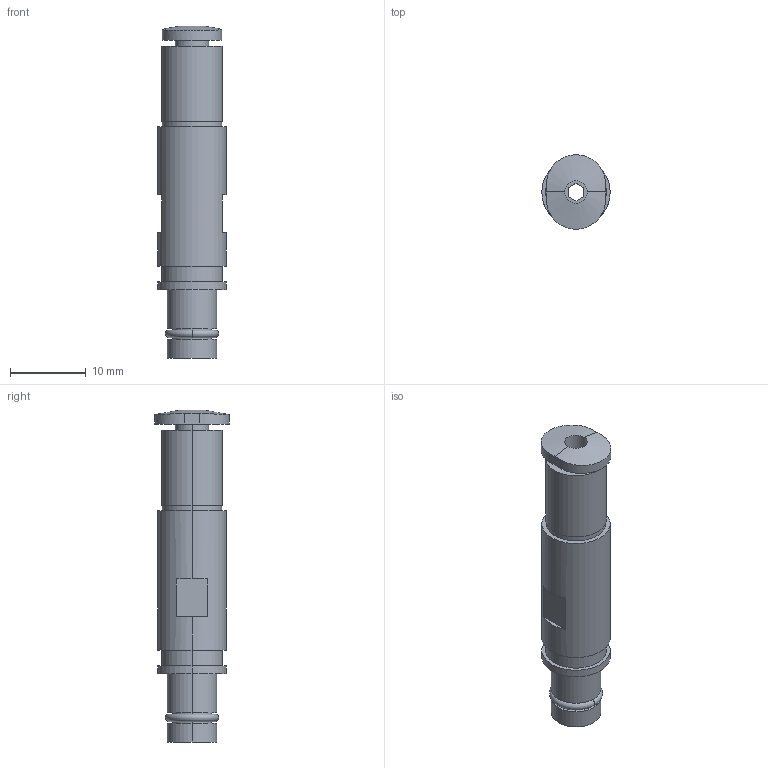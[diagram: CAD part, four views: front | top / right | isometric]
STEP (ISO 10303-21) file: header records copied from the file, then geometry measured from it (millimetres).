
FILE_DESCRIPTION(/* description */ (''),/* implementation_level */ '2;1');
FILE_NAME(/* name */ '3D_1011000010005_MPCM-OD3.0_V1.0_stp.stp',/* time_stamp */ '2023-12-06T17:23:45+08:00',/* author */ (''),/* organization */ (''),/* preprocessor_version */ 'ST-DEVELOPER v18.1',/* originating_system */ 'SIEMENS PLM Software NX 1980',/* authorisation */ '');
FILE_SCHEMA (('AUTOMOTIVE_DESIGN { 1 0 10303 214 3 1 1 }'));
Length unit declared in the file: millimetre
Products named in the file (1): 3D_1011000010005_MPCM-OD3.0_V1.0_stp
Bounding box: 9 x 9.8 x 43.75 mm (x, y, z)
Volume: 1956.1 mm3; surface area: 1849 mm2
Topology: 1 solids, 1 shells, 58 faces, 140 edges, 95 vertices
Faces by surface type: plane 27, cylinder 27, cone 2, torus 2
Full cylindrical faces by diameter (mm): 3 x1
Entity records: 2263 total; most frequent: CARTESIAN_POINT 415, DIRECTION 292, ORIENTED_EDGE 278, EDGE_CURVE 139, AXIS2_PLACEMENT_3D 118, VERTEX_POINT 95, EDGE_LOOP 72, CIRCLE 59
